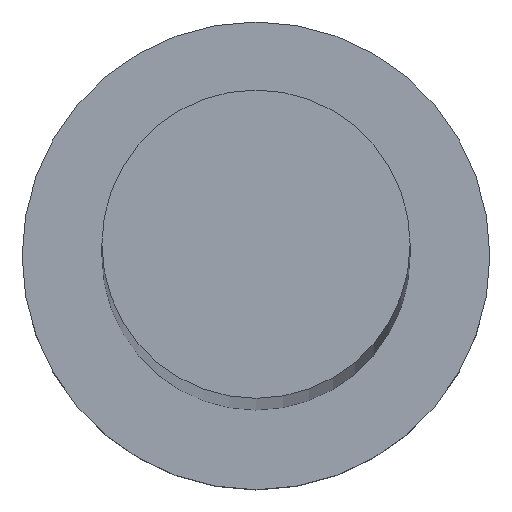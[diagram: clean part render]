
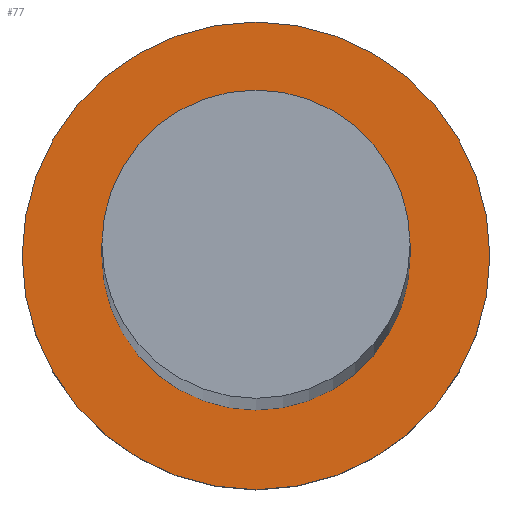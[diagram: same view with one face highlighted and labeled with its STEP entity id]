
A CAD part, top view. The second image highlights one B-rep face of the part: STEP entity #77.
In plain terms, the highlighted planar face has unit normal (0, 0, 1).
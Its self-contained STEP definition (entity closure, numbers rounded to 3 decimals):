
#15 = DIRECTION ( 'NONE',  ( 0., 0., 1. ) ) ;
#16 = DIRECTION ( 'NONE',  ( 0., 0., 1. ) ) ;
#24 = EDGE_CURVE ( 'NONE', #246, #190, #217, .T. ) ;
#28 = FACE_OUTER_BOUND ( 'NONE', #69, .T. ) ;
#30 = AXIS2_PLACEMENT_3D ( 'NONE', #119, #76, #92 ) ;
#37 = PLANE ( 'NONE',  #250 ) ;
#39 = CARTESIAN_POINT ( 'NONE',  ( 11., 0., 7. ) ) ;
#41 = CIRCLE ( 'NONE', #110, 7.25 ) ;
#47 = AXIS2_PLACEMENT_3D ( 'NONE', #191, #15, #154 ) ;
#52 = DIRECTION ( 'NONE',  ( 0., 0., 1. ) ) ;
#67 = CIRCLE ( 'NONE', #240, 11. ) ;
#69 = EDGE_LOOP ( 'NONE', ( #143, #71 ) ) ;
#71 = ORIENTED_EDGE ( 'NONE', *, *, #212, .T. ) ;
#72 = DIRECTION ( 'NONE',  ( 1., 0., 0. ) ) ;
#76 = DIRECTION ( 'NONE',  ( 0., 0., 1. ) ) ;
#77 = ADVANCED_FACE ( 'NONE', ( #171, #28 ), #37, .T. ) ;
#92 = DIRECTION ( 'NONE',  ( 1., 0., 0. ) ) ;
#94 = CARTESIAN_POINT ( 'NONE',  ( 0., 0., 7. ) ) ;
#100 = CIRCLE ( 'NONE', #47, 11. ) ;
#102 = EDGE_CURVE ( 'NONE', #186, #244, #67, .T. ) ;
#110 = AXIS2_PLACEMENT_3D ( 'NONE', #253, #208, #72 ) ;
#118 = CARTESIAN_POINT ( 'NONE',  ( 7.25, 0., 7. ) ) ;
#119 = CARTESIAN_POINT ( 'NONE',  ( 0., 0., 7. ) ) ;
#124 = CARTESIAN_POINT ( 'NONE',  ( -7.25, 0., 7. ) ) ;
#127 = EDGE_LOOP ( 'NONE', ( #163, #167 ) ) ;
#134 = CARTESIAN_POINT ( 'NONE',  ( -11., 0., 7. ) ) ;
#143 = ORIENTED_EDGE ( 'NONE', *, *, #102, .T. ) ;
#154 = DIRECTION ( 'NONE',  ( 1., 0., 0. ) ) ;
#156 = EDGE_CURVE ( 'NONE', #190, #246, #41, .T. ) ;
#163 = ORIENTED_EDGE ( 'NONE', *, *, #24, .F. ) ;
#167 = ORIENTED_EDGE ( 'NONE', *, *, #156, .F. ) ;
#171 = FACE_BOUND ( 'NONE', #127, .T. ) ;
#186 = VERTEX_POINT ( 'NONE', #134 ) ;
#187 = DIRECTION ( 'NONE',  ( 1., 0., 0. ) ) ;
#190 = VERTEX_POINT ( 'NONE', #118 ) ;
#191 = CARTESIAN_POINT ( 'NONE',  ( 0., 0., 7. ) ) ;
#208 = DIRECTION ( 'NONE',  ( 0., 0., 1. ) ) ;
#212 = EDGE_CURVE ( 'NONE', #244, #186, #100, .T. ) ;
#217 = CIRCLE ( 'NONE', #30, 7.25 ) ;
#224 = CARTESIAN_POINT ( 'NONE',  ( 0., 0., 7. ) ) ;
#240 = AXIS2_PLACEMENT_3D ( 'NONE', #224, #16, #254 ) ;
#244 = VERTEX_POINT ( 'NONE', #39 ) ;
#246 = VERTEX_POINT ( 'NONE', #124 ) ;
#250 = AXIS2_PLACEMENT_3D ( 'NONE', #94, #52, #187 ) ;
#253 = CARTESIAN_POINT ( 'NONE',  ( 0., 0., 7. ) ) ;
#254 = DIRECTION ( 'NONE',  ( 1., 0., 0. ) ) ;
